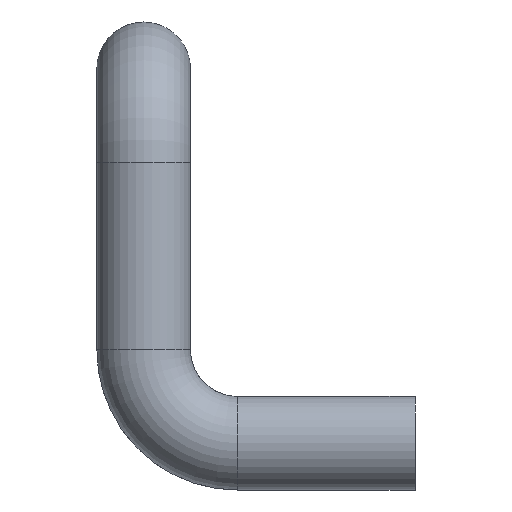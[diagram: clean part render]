
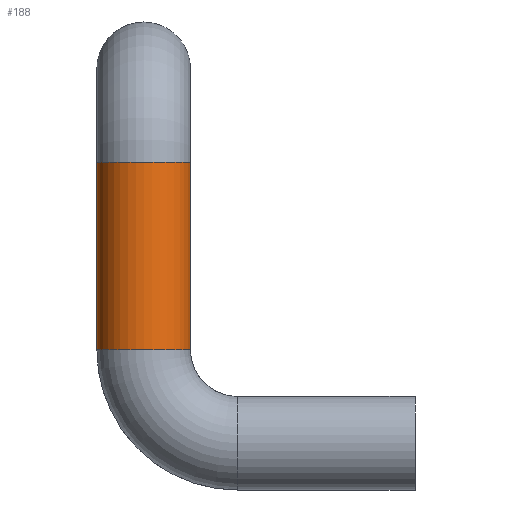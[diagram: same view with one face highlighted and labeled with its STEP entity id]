
A CAD part, left-side view. The second image highlights one B-rep face of the part: STEP entity #188.
In plain terms, the highlighted cylindrical face has radius 4 mm (diameter 8 mm), a full revolution.
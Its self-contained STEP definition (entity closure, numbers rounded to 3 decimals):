
#26=CYLINDRICAL_SURFACE('',#220,4.);
#38=FACE_BOUND('',#83,.T.);
#55=FACE_OUTER_BOUND('',#82,.T.);
#82=EDGE_LOOP('',(#162));
#83=EDGE_LOOP('',(#163));
#104=CIRCLE('',#219,4.);
#105=CIRCLE('',#221,4.);
#120=VERTEX_POINT('',#333);
#121=VERTEX_POINT('',#336);
#136=EDGE_CURVE('',#120,#120,#104,.T.);
#137=EDGE_CURVE('',#121,#121,#105,.T.);
#162=ORIENTED_EDGE('',*,*,#136,.F.);
#163=ORIENTED_EDGE('',*,*,#137,.T.);
#188=ADVANCED_FACE('',(#55,#38),#26,.T.);
#219=AXIS2_PLACEMENT_3D('',#334,#278,#279);
#220=AXIS2_PLACEMENT_3D('',#335,#280,#281);
#221=AXIS2_PLACEMENT_3D('',#337,#282,#283);
#278=DIRECTION('center_axis',(0.,0.,1.));
#279=DIRECTION('ref_axis',(1.,0.,0.));
#280=DIRECTION('center_axis',(0.,0.,1.));
#281=DIRECTION('ref_axis',(1.,0.,0.));
#282=DIRECTION('center_axis',(0.,0.,1.));
#283=DIRECTION('ref_axis',(1.,0.,0.));
#333=CARTESIAN_POINT('',(-4.,23.2,24.));
#334=CARTESIAN_POINT('Origin',(0.,23.2,24.));
#335=CARTESIAN_POINT('Origin',(0.,23.2,8.));
#336=CARTESIAN_POINT('',(-4.,23.2,8.));
#337=CARTESIAN_POINT('Origin',(0.,23.2,8.));
